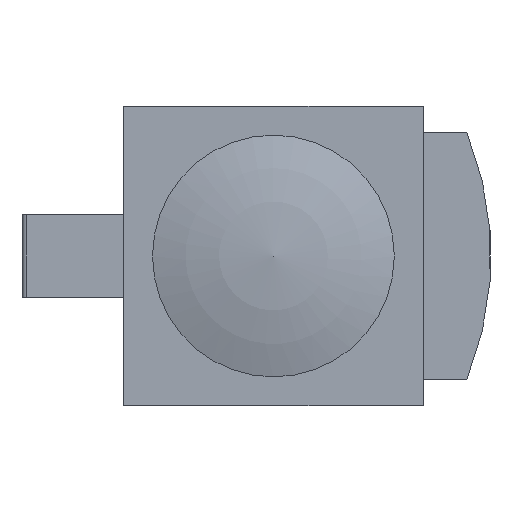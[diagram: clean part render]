
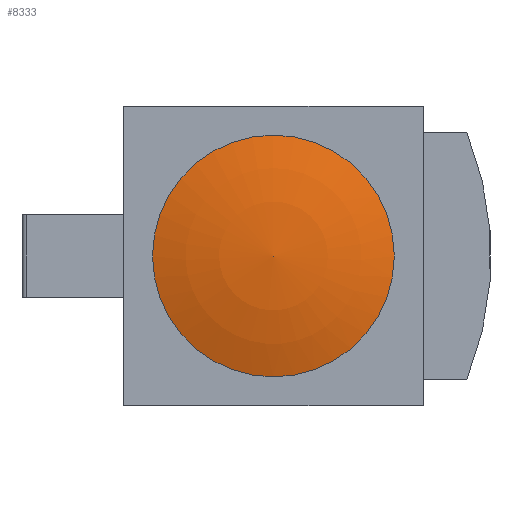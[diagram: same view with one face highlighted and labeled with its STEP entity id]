
A CAD part, front view. The second image highlights one B-rep face of the part: STEP entity #8333.
In plain terms, the highlighted toroidal (fillet/blend) face has major radius 1.578 mm and minor radius 90 mm.
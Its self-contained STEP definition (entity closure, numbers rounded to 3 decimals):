
#25=VERTEX_LOOP('',#4728);
#28=DEGENERATE_TOROIDAL_SURFACE('',#8827,1.578,90.,
 .F.);
#1675=CIRCLE('',#8817,25.);
#2667=ORIENTED_EDGE('',*,*,#4042,.T.);
#4042=EDGE_CURVE('',#4723,#4723,#1675,.T.);
#4723=VERTEX_POINT('',#12134);
#4728=VERTEX_POINT('',#12149);
#5094=EDGE_LOOP('',(#2667));
#5500=FACE_BOUND('',#5094,.T.);
#5501=FACE_BOUND('',#25,.T.);
#8333=ADVANCED_FACE('',(#5500,#5501),#28,.F.);
#8817=AXIS2_PLACEMENT_3D('',#12133,#10091,#10092);
#8827=AXIS2_PLACEMENT_3D('',#12148,#10111,#10112);
#10091=DIRECTION('',(0.,-1.,0.));
#10092=DIRECTION('',(0.,0.,-1.));
#10111=DIRECTION('',(0.,-1.,0.));
#10112=DIRECTION('',(0.,0.,-1.));
#12133=CARTESIAN_POINT('',(0.,-45.,0.));
#12134=CARTESIAN_POINT('',(0.,-45.,-25.));
#12148=CARTESIAN_POINT('',(0.,40.986,0.));
#12149=CARTESIAN_POINT('',(0.,-49.,0.));
